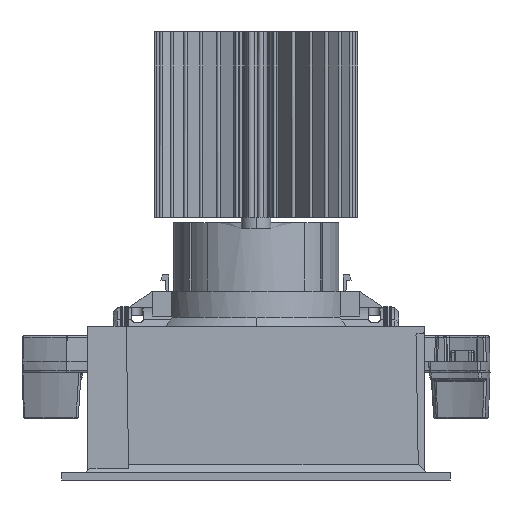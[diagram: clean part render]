
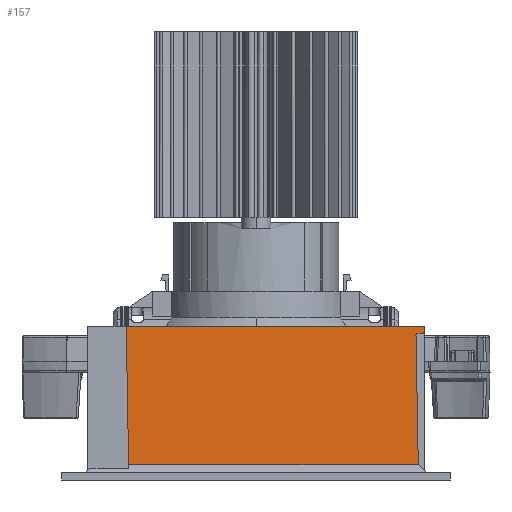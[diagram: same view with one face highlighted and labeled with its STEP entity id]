
A CAD part, left-side view. The second image highlights one B-rep face of the part: STEP entity #157.
In plain terms, the highlighted planar face has unit normal (-1, 0, 0.018).
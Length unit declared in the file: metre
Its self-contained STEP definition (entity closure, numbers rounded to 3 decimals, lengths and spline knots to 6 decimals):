
#157=ADVANCED_FACE('',(#1706),#24284,.T.);
#1706=FACE_OUTER_BOUND('',#3258,.T.);
#3258=EDGE_LOOP('',(#5226,#5227,#5228,#5229,#5230,#5231,#5232,#5233));
#5226=ORIENTED_EDGE('',*,*,#13086,.T.);
#5227=ORIENTED_EDGE('',*,*,#13087,.T.);
#5228=ORIENTED_EDGE('',*,*,#13088,.T.);
#5229=ORIENTED_EDGE('',*,*,#13074,.F.);
#5230=ORIENTED_EDGE('',*,*,#13089,.T.);
#5231=ORIENTED_EDGE('',*,*,#13090,.T.);
#5232=ORIENTED_EDGE('',*,*,#12972,.F.);
#5233=ORIENTED_EDGE('',*,*,#13091,.T.);
#12972=EDGE_CURVE('',#21000,#20997,#18786,.T.);
#13074=EDGE_CURVE('',#21103,#21104,#18877,.T.);
#13086=EDGE_CURVE('',#21112,#21113,#18888,.T.);
#13087=EDGE_CURVE('',#21113,#21114,#16864,.T.);
#13088=EDGE_CURVE('',#21114,#21104,#18889,.T.);
#13089=EDGE_CURVE('',#21103,#21115,#18890,.T.);
#13090=EDGE_CURVE('',#21115,#20997,#18891,.T.);
#13091=EDGE_CURVE('',#21000,#21112,#16865,.T.);
#16864=(
BOUNDED_CURVE()
B_SPLINE_CURVE(2,(#30424,#30425,#30426),.UNSPECIFIED.,.F.,.F.)
B_SPLINE_CURVE_WITH_KNOTS((3,3),(0.00159,0.002356),
 .UNSPECIFIED.)
CURVE()
GEOMETRIC_REPRESENTATION_ITEM()
RATIONAL_B_SPLINE_CURVE((1.,0.719,1.))
REPRESENTATION_ITEM('')
);
#16865=(
BOUNDED_CURVE()
B_SPLINE_CURVE(2,(#30433,#30434,#30435,#30436,#30437),.UNSPECIFIED.,.F.,
 .F.)
B_SPLINE_CURVE_WITH_KNOTS((3,2,3),(-0.000795,-0.000785,
-0.000019),.UNSPECIFIED.)
CURVE()
GEOMETRIC_REPRESENTATION_ITEM()
RATIONAL_B_SPLINE_CURVE((1.,1.,1.,0.719,1.))
REPRESENTATION_ITEM('')
);
#18786=B_SPLINE_CURVE_WITH_KNOTS('',1,(#30142,#30143),.UNSPECIFIED.,.F.,
 .F.,(2,2),(-0.034939,0.),.UNSPECIFIED.);
#18877=B_SPLINE_CURVE_WITH_KNOTS('',1,(#30393,#30394),.UNSPECIFIED.,.F.,
 .F.,(2,2),(-0.08055,0.),.UNSPECIFIED.);
#18888=B_SPLINE_CURVE_WITH_KNOTS('',1,(#30422,#30423),.UNSPECIFIED.,.F.,
 .F.,(2,2),(-0.001329,0.),.UNSPECIFIED.);
#18889=B_SPLINE_CURVE_WITH_KNOTS('',1,(#30427,#30428),.UNSPECIFIED.,.F.,
 .F.,(2,2),(0.,0.001334),.UNSPECIFIED.);
#18890=B_SPLINE_CURVE_WITH_KNOTS('',1,(#30429,#30430),.UNSPECIFIED.,.F.,
 .F.,(2,2),(-0.037328,0.),.UNSPECIFIED.);
#18891=B_SPLINE_CURVE_WITH_KNOTS('',1,(#30431,#30432),.UNSPECIFIED.,.F.,
 .F.,(2,2),(-0.078215,0.),.UNSPECIFIED.);
#20997=VERTEX_POINT('',#29520);
#21000=VERTEX_POINT('',#29523);
#21103=VERTEX_POINT('',#29626);
#21104=VERTEX_POINT('',#29627);
#21112=VERTEX_POINT('',#29635);
#21113=VERTEX_POINT('',#29636);
#21114=VERTEX_POINT('',#29637);
#21115=VERTEX_POINT('',#29638);
#24284=PLANE('',#25041);
#25041=AXIS2_PLACEMENT_3D('',#26498,#25714,$);
#25714=DIRECTION('',(-1.,0.,0.017));
#26498=CARTESIAN_POINT('',(-0.054374,-0.654755,-0.600677));
#29520=CARTESIAN_POINT('',(-0.043817,-0.043817,0.004183));
#29523=CARTESIAN_POINT('',(-0.043207,-0.043207,0.039112));
#29626=CARTESIAN_POINT('',(-0.043165,0.03505,0.0415));
#29627=CARTESIAN_POINT('',(-0.043165,-0.0455,0.0415));
#29635=CARTESIAN_POINT('',(-0.043198,-0.043689,0.03962));
#29636=CARTESIAN_POINT('',(-0.043197,-0.045017,0.039666));
#29637=CARTESIAN_POINT('',(-0.043188,-0.0455,0.040166));
#29638=CARTESIAN_POINT('',(-0.043817,0.034399,0.004183));
#30142=CARTESIAN_POINT('',(-0.043207,-0.043207,0.039112));
#30143=CARTESIAN_POINT('',(-0.043817,-0.043817,0.004183));
#30393=CARTESIAN_POINT('',(-0.043165,0.03505,0.0415));
#30394=CARTESIAN_POINT('',(-0.043165,-0.0455,0.0415));
#30422=CARTESIAN_POINT('',(-0.043198,-0.043689,0.03962));
#30423=CARTESIAN_POINT('',(-0.043197,-0.045017,0.039666));
#30424=CARTESIAN_POINT('',(-0.043197,-0.045017,0.039666));
#30425=CARTESIAN_POINT('',(-0.043197,-0.0455,0.039683));
#30426=CARTESIAN_POINT('',(-0.043188,-0.0455,0.040166));
#30427=CARTESIAN_POINT('',(-0.043188,-0.0455,0.040166));
#30428=CARTESIAN_POINT('',(-0.043165,-0.0455,0.0415));
#30429=CARTESIAN_POINT('',(-0.043165,0.03505,0.0415));
#30430=CARTESIAN_POINT('',(-0.043817,0.034399,0.004183));
#30431=CARTESIAN_POINT('',(-0.043817,0.034399,0.004183));
#30432=CARTESIAN_POINT('',(-0.043817,-0.043817,0.004183));
#30433=CARTESIAN_POINT('',(-0.043207,-0.043207,0.039112));
#30434=CARTESIAN_POINT('',(-0.043207,-0.043207,0.039116));
#30435=CARTESIAN_POINT('',(-0.043207,-0.043207,0.03912));
#30436=CARTESIAN_POINT('',(-0.043198,-0.043207,0.039603));
#30437=CARTESIAN_POINT('',(-0.043198,-0.043689,0.03962));
